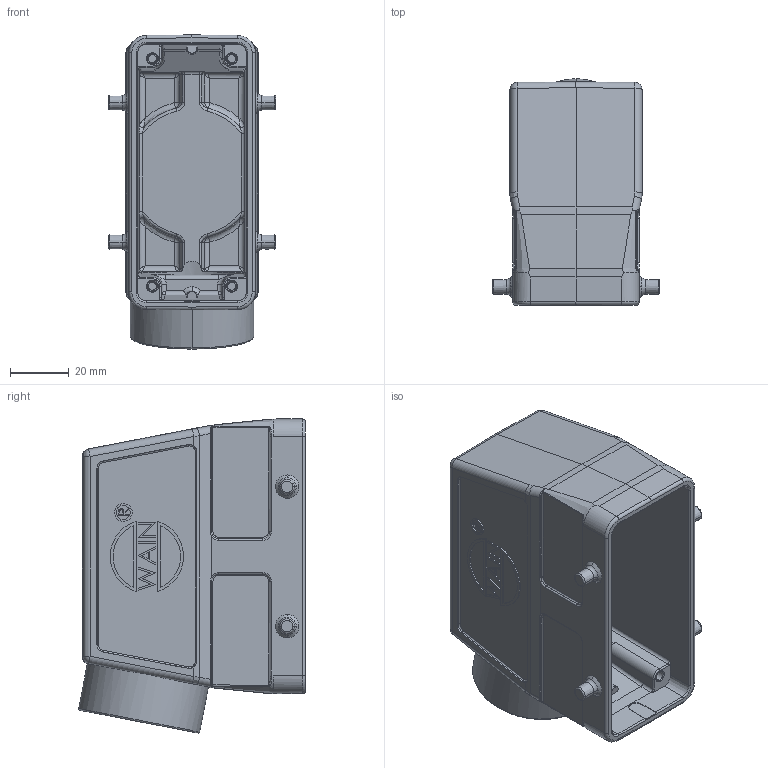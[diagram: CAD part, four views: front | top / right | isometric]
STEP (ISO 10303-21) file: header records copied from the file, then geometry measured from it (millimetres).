
FILE_DESCRIPTION(/* description */ (''),/* implementation_level */ '2;1');
FILE_NAME(/* name */ '3D_1240165305005_HV16B-SEH-4B-M40_V1.1.stp',/* time_stamp */ '2024-01-09T10:19:33+08:00',/* author */ (''),/* organization */ (''),/* preprocessor_version */ 'ST-DEVELOPER v18.1',/* originating_system */ 'SIEMENS PLM Software NX 1980',/* authorisation */ '');
FILE_SCHEMA (('AUTOMOTIVE_DESIGN { 1 0 10303 214 3 1 1 1 }'));
Length unit declared in the file: millimetre
Products named in the file (1): 145928480B21yyj1
Bounding box: 57 x 77.23 x 107.02 mm (x, y, z)
Volume: 77506.3 mm3; surface area: 46343.4 mm2
Topology: 3 solids, 3 shells, 675 faces, 1666 edges, 1008 vertices
Faces by surface type: plane 248, cylinder 190, torus 118, bspline 54, cone 47, sphere 12, extrusion 6
Full cylindrical faces by diameter (mm): 36 x1, 38.6 x1
Entity records: 25781 total; most frequent: CARTESIAN_POINT 10787, ORIENTED_EDGE 3264, DIRECTION 2818, EDGE_CURVE 1632, AXIS2_PLACEMENT_3D 1015, VERTEX_POINT 1006, VECTOR 788, LINE 782
